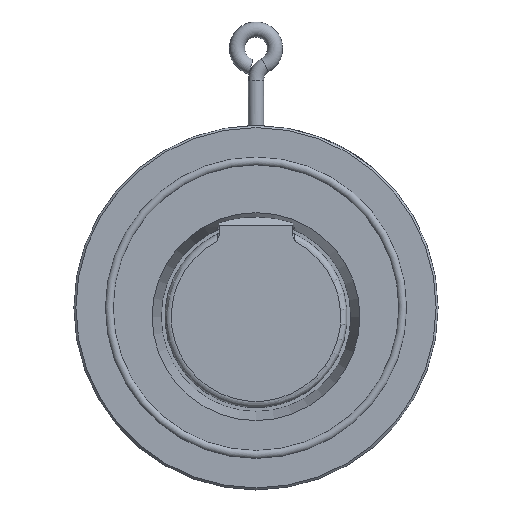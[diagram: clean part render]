
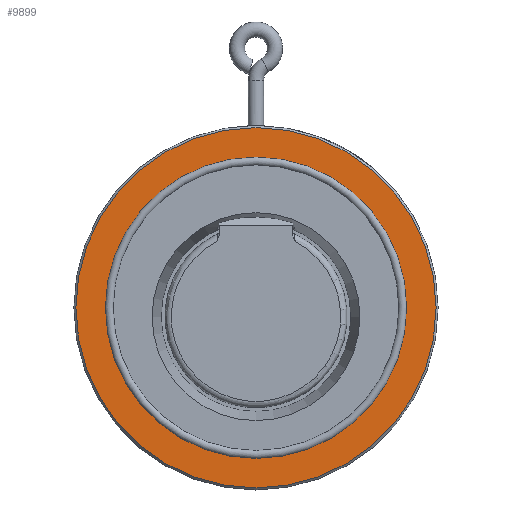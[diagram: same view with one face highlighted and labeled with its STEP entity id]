
A CAD part, top view. The second image highlights one B-rep face of the part: STEP entity #9899.
In plain terms, the highlighted planar face has unit normal (0, 0, 1).
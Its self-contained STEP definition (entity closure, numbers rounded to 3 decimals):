
#158 = CARTESIAN_POINT ( 'NONE',  ( 59.53, 0., 0. ) ) ;
#908 = AXIS2_PLACEMENT_3D ( 'NONE', #8103, #2596, #9082 ) ;
#1245 = EDGE_LOOP ( 'NONE', ( #8089 ) ) ;
#1930 = CARTESIAN_POINT ( 'NONE',  ( 71.2, 0., 0. ) ) ;
#2596 = DIRECTION ( 'NONE',  ( 0., 0., 1. ) ) ;
#2815 = CIRCLE ( 'NONE', #908, 71.2 ) ;
#2919 = FACE_OUTER_BOUND ( 'NONE', #1245, .T. ) ;
#3016 = FACE_BOUND ( 'NONE', #3481, .T. ) ;
#3072 = PLANE ( 'NONE',  #3439 ) ;
#3439 = AXIS2_PLACEMENT_3D ( 'NONE', #8563, #8417, #9647 ) ;
#3481 = EDGE_LOOP ( 'NONE', ( #9626 ) ) ;
#3682 = CARTESIAN_POINT ( 'NONE',  ( 0., 0., 0. ) ) ;
#3916 = VERTEX_POINT ( 'NONE', #1930 ) ;
#4009 = CIRCLE ( 'NONE', #5540, 59.53 ) ;
#4615 = DIRECTION ( 'NONE',  ( 1., 0., 0. ) ) ;
#5540 = AXIS2_PLACEMENT_3D ( 'NONE', #3682, #10306, #4615 ) ;
#7076 = VERTEX_POINT ( 'NONE', #158 ) ;
#8089 = ORIENTED_EDGE ( 'NONE', *, *, #10970, .T. ) ;
#8103 = CARTESIAN_POINT ( 'NONE',  ( 0., 0., 0. ) ) ;
#8417 = DIRECTION ( 'NONE',  ( 0., 0., -1. ) ) ;
#8563 = CARTESIAN_POINT ( 'NONE',  ( 0., 59.53, 0. ) ) ;
#9082 = DIRECTION ( 'NONE',  ( 1., 0., 0. ) ) ;
#9312 = EDGE_CURVE ( 'NONE', #7076, #7076, #4009, .T. ) ;
#9626 = ORIENTED_EDGE ( 'NONE', *, *, #9312, .F. ) ;
#9647 = DIRECTION ( 'NONE',  ( -1., 0., 0. ) ) ;
#9899 = ADVANCED_FACE ( 'NONE', ( #3016, #2919 ), #3072, .F. ) ;
#10306 = DIRECTION ( 'NONE',  ( 0., 0., 1. ) ) ;
#10970 = EDGE_CURVE ( 'NONE', #3916, #3916, #2815, .T. ) ;
